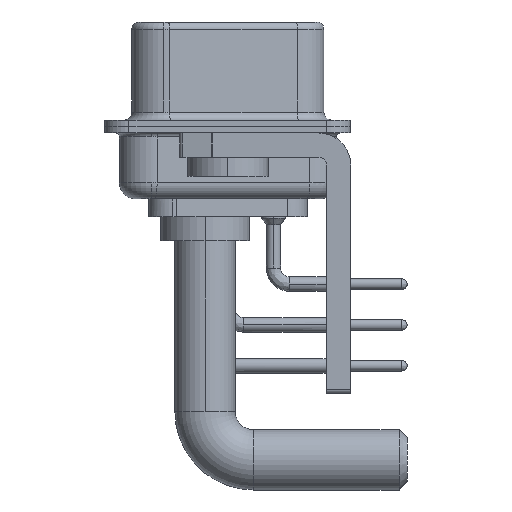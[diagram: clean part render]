
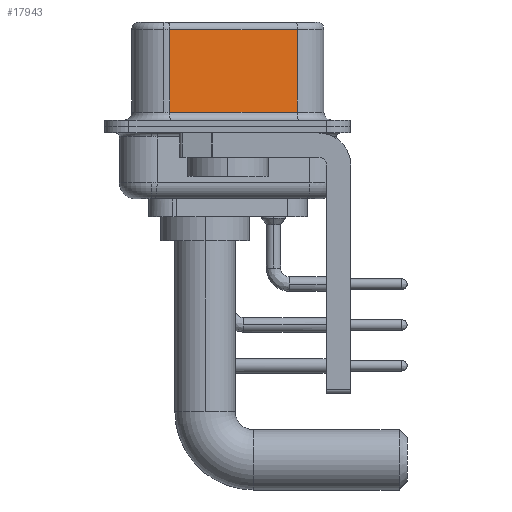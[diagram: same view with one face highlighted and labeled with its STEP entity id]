
A CAD part, left-side view. The second image highlights one B-rep face of the part: STEP entity #17943.
In plain terms, the highlighted planar face has unit normal (-0.985, -0.174, 0).
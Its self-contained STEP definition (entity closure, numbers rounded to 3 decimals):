
#323 = CARTESIAN_POINT ( 'NONE',  ( 3.73, 3.628, 6.52 ) ) ;
#775 = VECTOR ( 'NONE', #11062, 1000. ) ;
#1188 = VECTOR ( 'NONE', #26928, 1000. ) ;
#1259 = VERTEX_POINT ( 'NONE', #18159 ) ;
#1358 = CARTESIAN_POINT ( 'NONE',  ( 3.73, 3.628, 0.9 ) ) ;
#2249 = VECTOR ( 'NONE', #19180, 1000. ) ;
#6886 = PLANE ( 'NONE',  #30530 ) ;
#7208 = EDGE_LOOP ( 'NONE', ( #14792, #35030, #14059, #20856 ) ) ;
#8520 = LINE ( 'NONE', #27710, #19215 ) ;
#11062 = DIRECTION ( 'NONE',  ( -0.174, 0.985, 0. ) ) ;
#11105 = EDGE_CURVE ( 'NONE', #1259, #34476, #24188, .T. ) ;
#11244 = LINE ( 'NONE', #13366, #775 ) ;
#13132 = CARTESIAN_POINT ( 'NONE',  ( 5.132, -4.322, 6.02 ) ) ;
#13366 = CARTESIAN_POINT ( 'NONE',  ( 5.132, -4.322, 6.02 ) ) ;
#13754 = CARTESIAN_POINT ( 'NONE',  ( 5.132, -4.322, 0.9 ) ) ;
#14059 = ORIENTED_EDGE ( 'NONE', *, *, #11105, .T. ) ;
#14792 = ORIENTED_EDGE ( 'NONE', *, *, #29842, .F. ) ;
#16756 = VERTEX_POINT ( 'NONE', #13132 ) ;
#17357 = CARTESIAN_POINT ( 'NONE',  ( 5.132, -4.322, 0.9 ) ) ;
#17943 = ADVANCED_FACE ( 'NONE', ( #30723 ), #6886, .F. ) ;
#18159 = CARTESIAN_POINT ( 'NONE',  ( 3.73, 3.628, 6.02 ) ) ;
#19180 = DIRECTION ( 'NONE',  ( 0., 0., -1. ) ) ;
#19215 = VECTOR ( 'NONE', #25049, 1000. ) ;
#20045 = DIRECTION ( 'NONE',  ( 0.985, 0.174, 0. ) ) ;
#20856 = ORIENTED_EDGE ( 'NONE', *, *, #32111, .T. ) ;
#23076 = CARTESIAN_POINT ( 'NONE',  ( 5.132, -4.322, 6.52 ) ) ;
#24188 = LINE ( 'NONE', #323, #2249 ) ;
#24432 = VERTEX_POINT ( 'NONE', #17357 ) ;
#25049 = DIRECTION ( 'NONE',  ( 0., 0., -1. ) ) ;
#26928 = DIRECTION ( 'NONE',  ( 0.174, -0.985, 0. ) ) ;
#27710 = CARTESIAN_POINT ( 'NONE',  ( 5.132, -4.322, 6.52 ) ) ;
#28401 = DIRECTION ( 'NONE',  ( -0.174, 0.985, 0. ) ) ;
#29842 = EDGE_CURVE ( 'NONE', #16756, #24432, #8520, .T. ) ;
#29923 = LINE ( 'NONE', #13754, #1188 ) ;
#30530 = AXIS2_PLACEMENT_3D ( 'NONE', #23076, #20045, #28401 ) ;
#30723 = FACE_OUTER_BOUND ( 'NONE', #7208, .T. ) ;
#32111 = EDGE_CURVE ( 'NONE', #34476, #24432, #29923, .T. ) ;
#34476 = VERTEX_POINT ( 'NONE', #1358 ) ;
#35021 = EDGE_CURVE ( 'NONE', #16756, #1259, #11244, .T. ) ;
#35030 = ORIENTED_EDGE ( 'NONE', *, *, #35021, .T. ) ;
